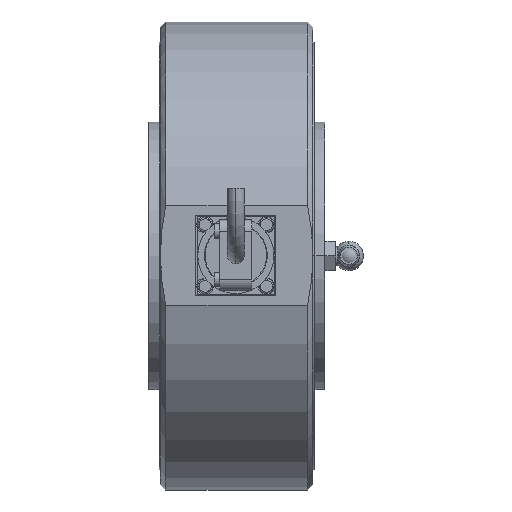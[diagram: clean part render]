
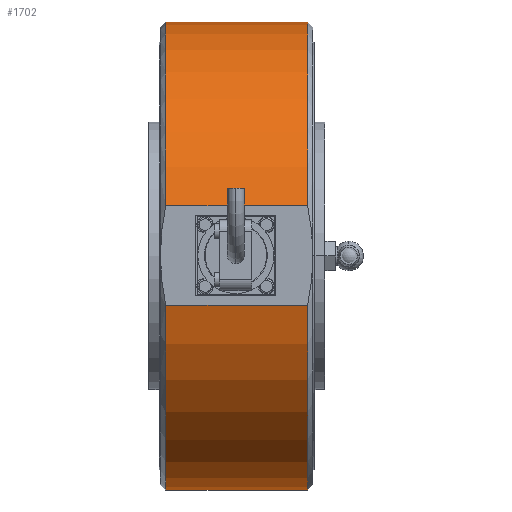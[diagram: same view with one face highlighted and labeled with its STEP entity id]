
A CAD part, top view. The second image highlights one B-rep face of the part: STEP entity #1702.
In plain terms, the highlighted cylindrical face has radius 87.5 mm (diameter 175 mm), a partial arc.
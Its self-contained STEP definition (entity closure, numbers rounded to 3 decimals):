
#1550=CARTESIAN_POINT('',(26.5,85.5,18.601));
#1551=VERTEX_POINT('',#1550);
#1565=CARTESIAN_POINT('',(26.5,85.5,-18.601));
#1566=VERTEX_POINT('',#1565);
#1580=CARTESIAN_POINT('',(-26.5,85.5,-18.601));
#1581=VERTEX_POINT('',#1580);
#1582=CARTESIAN_POINT('',(-26.5,85.5,-18.601));
#1583=DIRECTION('',(1.0,0.0,0.0));
#1584=VECTOR('',#1583,53.);
#1585=LINE('',#1582,#1584);
#1586=EDGE_CURVE('',#1581,#1566,#1585,.T.);
#1603=CARTESIAN_POINT('',(-26.5,85.5,18.601));
#1604=VERTEX_POINT('',#1603);
#1618=CARTESIAN_POINT('',(26.5,85.5,18.601));
#1619=DIRECTION('',(-1.0,0.0,0.0));
#1620=VECTOR('',#1619,53.);
#1621=LINE('',#1618,#1620);
#1622=EDGE_CURVE('',#1551,#1604,#1621,.T.);
#1657=CARTESIAN_POINT('',(-26.5,0.0,0.0));
#1658=DIRECTION('',(-1.0,0.0,0.0));
#1659=DIRECTION('',(0.0,-1.0,0.0));
#1660=AXIS2_PLACEMENT_3D('',#1657,#1658,#1659);
#1661=CIRCLE('',#1660,87.5);
#1662=EDGE_CURVE('',#1581,#1604,#1661,.T.);
#1673=CARTESIAN_POINT('',(26.5,0.0,0.0));
#1674=DIRECTION('',(1.0,0.0,0.0));
#1675=DIRECTION('',(0.0,-1.0,0.0));
#1676=AXIS2_PLACEMENT_3D('',#1673,#1674,#1675);
#1677=CIRCLE('',#1676,87.5);
#1678=EDGE_CURVE('',#1551,#1566,#1677,.T.);
#1691=CARTESIAN_POINT('',(-29.15,0.0,0.0));
#1692=DIRECTION('',(1.0,0.0,0.0));
#1693=DIRECTION('',(0.0,1.0,0.0));
#1694=AXIS2_PLACEMENT_3D('',#1691,#1692,#1693);
#1695=CYLINDRICAL_SURFACE('',#1694,87.5);
#1696=ORIENTED_EDGE('',*,*,#1622,.T.);
#1697=ORIENTED_EDGE('',*,*,#1662,.F.);
#1698=ORIENTED_EDGE('',*,*,#1586,.T.);
#1699=ORIENTED_EDGE('',*,*,#1678,.F.);
#1700=EDGE_LOOP('',(#1696,#1697,#1698,#1699));
#1701=FACE_OUTER_BOUND('',#1700,.T.);
#1702=ADVANCED_FACE('',(#1701),#1695,.T.);
